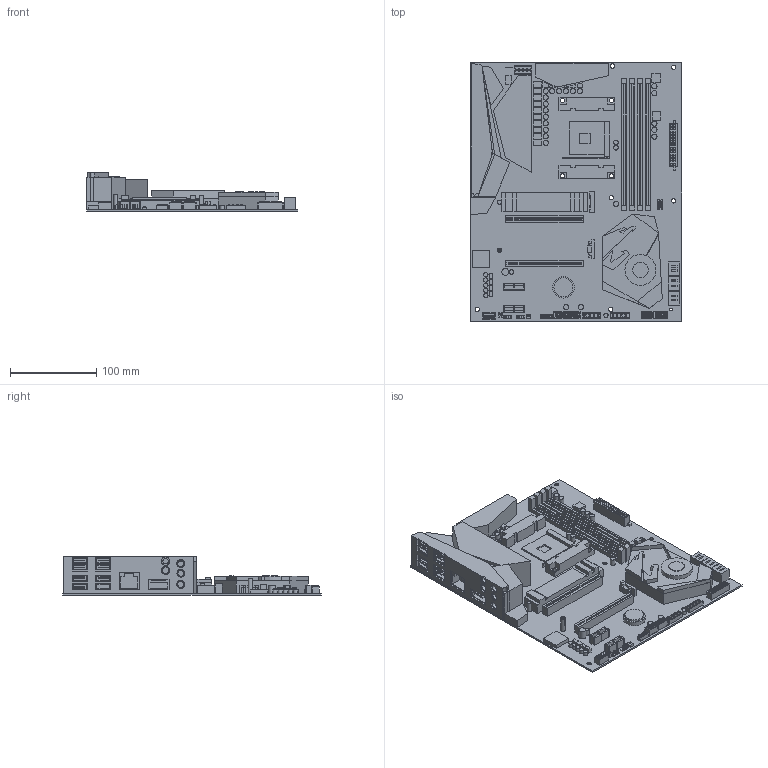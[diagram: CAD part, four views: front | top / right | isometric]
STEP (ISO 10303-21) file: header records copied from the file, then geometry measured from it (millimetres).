
FILE_DESCRIPTION(/* description */ ('','CAx-IF Rec.Pracs.---Representation and Presentation of Product Manufacturing Information (PMI)---4.0---2014-10-13'),/* implementation_level */ '2;1');
FILE_NAME(/* name */ 'User Library-proyecto nuevo 17-1 v2.step',/* time_stamp */ '2025-03-05T20:03:49+05:30',/* author */ (''),/* organization */ (''),/* preprocessor_version */ 'ST-DEVELOPER v20',/* originating_system */ 'Autodesk Translation Framework v13.20.0.188',/* authorisation */ '');
FILE_SCHEMA (('AP242_MANAGED_MODEL_BASED_3D_ENGINEERING_MIM_LF { 1 0 10303 442 1 1 4 }'));
Length unit declared in the file: centimetre
Products named in the file (1): User Library-proyecto nuevo 17-1
Bounding box: 245.37 x 300 x 45 mm (x, y, z)
Volume: 722439.1 mm3; surface area: 287419.2 mm2
Topology: 2 solids, 2 shells, 1410 faces, 3272 edges, 2178 vertices
Faces by surface type: plane 1242, cylinder 168
Full cylindrical faces by diameter (mm): 0.938 x2, 0.971 x5, 0.993 x2, 1.005 x1, 1.006 x2, 1.034 x5, 1.038 x6, 1.048 x2, 1.091 x1, 1.431 x24, 1.487 x24, 1.767 x8, 1.819 x8, 1.983 x1, 3 x1, 5 x14, 5.005 x4, 5.085 x1, 5.454 x1, 5.486 x1, 5.945 x1, 6 x14, 6.019 x1, 6.029 x1, 6.041 x1, 6.045 x1, 6.046 x1, 6.068 x1, 6.109 x1, 6.218 x1
Entity records: 39647 total; most frequent: CARTESIAN_POINT 6861, ORIENTED_EDGE 6544, DIRECTION 6442, EDGE_CURVE 3272, LINE 2924, VECTOR 2924, VERTEX_POINT 2178, EDGE_LOOP 1760
